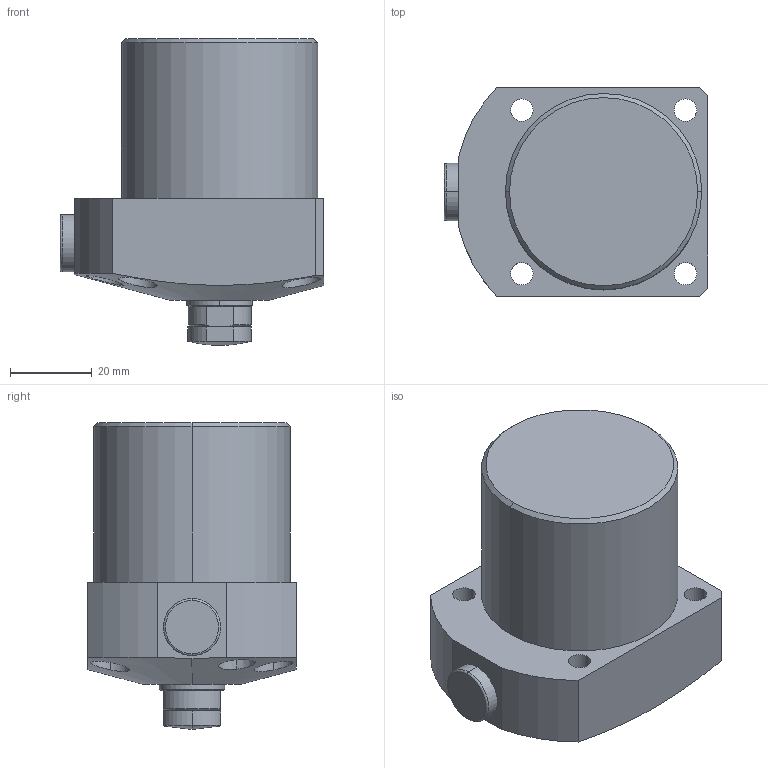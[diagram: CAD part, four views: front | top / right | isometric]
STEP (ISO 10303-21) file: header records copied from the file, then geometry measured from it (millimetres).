
FILE_DESCRIPTION (( 'STEP AP203' ), '1' );
FILE_NAME ('HSF-048BL-S.STEP', '2019-10-16T08:56:10', ( '微软用户' ), ( '微软中国' ), 'SwSTEP 2.0', 'SolidWorks 2012', '' );
FILE_SCHEMA (( 'CONFIG_CONTROL_DESIGN' ));
Length unit declared in the file: millimetre
Products named in the file (5): HSF-048AL-S掛极; HSF-048BL活塞杆; HSF-048BL埴芛蹟邡; HSF-040油塞; HSF-048BL-S
Assembly tree (4 placements, depth 2):
  HSF-048BL-S
    HSF-048AL-S掛极
    HSF-048BL活塞杆
    HSF-048BL埴芛蹟邡
    HSF-040油塞
Bounding box: 64.5 x 51 x 75 mm (x, y, z)
Volume: 136026.6 mm3; surface area: 22182.6 mm2
Topology: 4 solids, 4 shells, 92 faces, 206 edges, 129 vertices
Faces by surface type: cylinder 41, plane 29, cone 18, sphere 2, torus 2
Entity records: 3464 total; most frequent: CARTESIAN_POINT 858, DIRECTION 475, ORIENTED_EDGE 400, EDGE_CURVE 200, AXIS2_PLACEMENT_3D 198, VERTEX_POINT 129, EDGE_LOOP 113, CIRCLE 99
